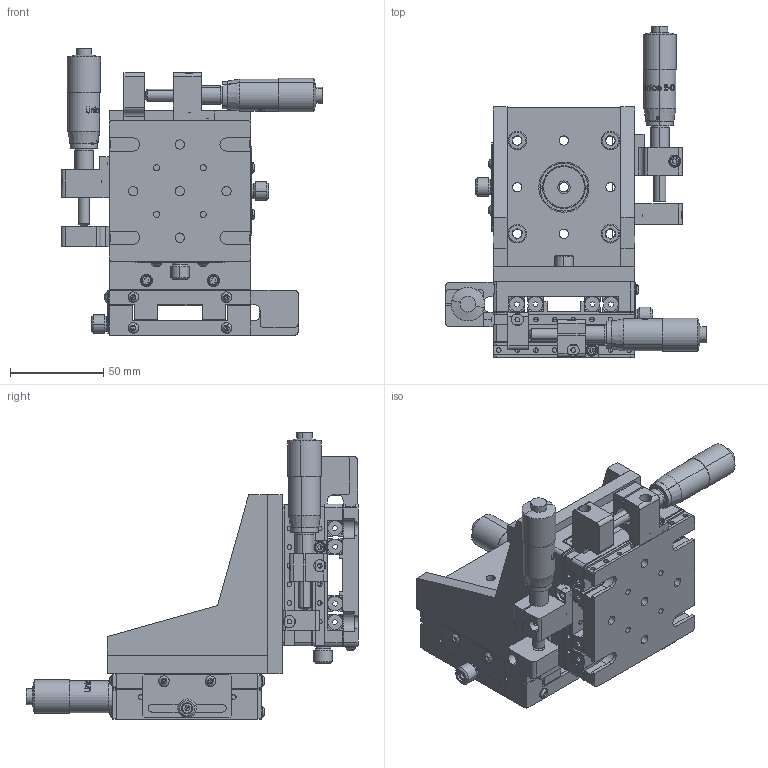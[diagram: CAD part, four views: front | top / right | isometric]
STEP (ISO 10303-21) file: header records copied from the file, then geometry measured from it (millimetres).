
FILE_DESCRIPTION (( 'STEP AP203' ), '1' );
FILE_NAME ('06DTS-3M.STEP', '2017-11-20T06:58:07', ( '' ), ( '' ), 'SwSTEP 2.0', 'SolidWorks 2016', '' );
FILE_SCHEMA (( 'CONFIG_CONTROL_DESIGN' ));
Length unit declared in the file: millimetre
Products named in the file (1): 06DTS-3M
Bounding box: 140 x 178.2 x 154 mm (x, y, z)
Surface area: 187889 mm2 (no closed solid volume)
Topology: 0 solids, 128 shells, 1392 faces, 5569 edges, 4176 vertices
Faces by surface type: plane 705, cylinder 485, cone 122, torus 34, sphere 32, bspline 14
Entity records: 67683 total; most frequent: CARTESIAN_POINT 21748, DIRECTION 9517, ORIENTED_EDGE 8418, EDGE_CURVE 5537, VERTEX_POINT 4176, AXIS2_PLACEMENT_3D 3323, LINE 2871, VECTOR 2871
